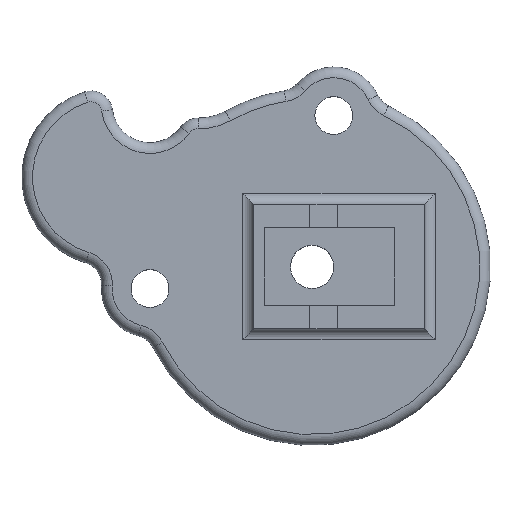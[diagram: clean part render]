
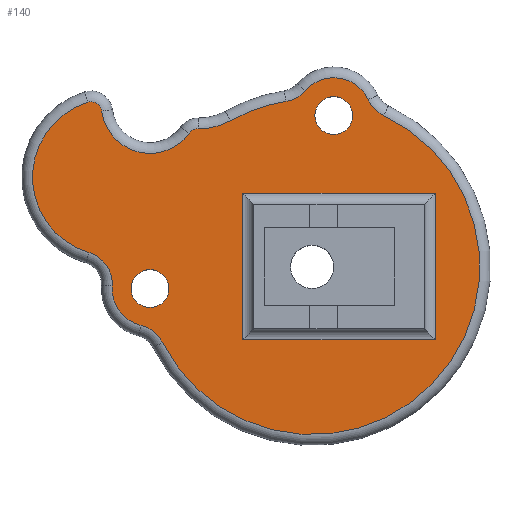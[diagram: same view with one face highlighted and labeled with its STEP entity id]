
A CAD part, top view. The second image highlights one B-rep face of the part: STEP entity #140.
In plain terms, the highlighted planar face has unit normal (0, 0, 1).
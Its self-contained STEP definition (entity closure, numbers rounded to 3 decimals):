
#140=ADVANCED_FACE('',(#298,#299,#300,#301),#302,.T.);
#298=FACE_OUTER_BOUND('',#471,.T.);
#299=FACE_BOUND('',#472,.T.);
#300=FACE_BOUND('',#473,.T.);
#301=FACE_BOUND('',#474,.T.);
#302=PLANE('',#475);
#471=EDGE_LOOP('',(#821,#822,#823,#824,#825,#826,#827,#828,#829,#830,#831,#832,#833));
#472=EDGE_LOOP('',(#834));
#473=EDGE_LOOP('',(#835));
#474=EDGE_LOOP('',(#836,#837,#838,#839));
#475=AXIS2_PLACEMENT_3D('',#840,#841,#842);
#821=ORIENTED_EDGE('',*,*,#1136,.T.);
#822=ORIENTED_EDGE('',*,*,#1137,.T.);
#823=ORIENTED_EDGE('',*,*,#1138,.T.);
#824=ORIENTED_EDGE('',*,*,#1103,.T.);
#825=ORIENTED_EDGE('',*,*,#1139,.T.);
#826=ORIENTED_EDGE('',*,*,#1140,.T.);
#827=ORIENTED_EDGE('',*,*,#1123,.T.);
#828=ORIENTED_EDGE('',*,*,#1141,.T.);
#829=ORIENTED_EDGE('',*,*,#1142,.T.);
#830=ORIENTED_EDGE('',*,*,#1020,.T.);
#831=ORIENTED_EDGE('',*,*,#1143,.T.);
#832=ORIENTED_EDGE('',*,*,#1144,.T.);
#833=ORIENTED_EDGE('',*,*,#1131,.T.);
#834=ORIENTED_EDGE('',*,*,#1099,.T.);
#835=ORIENTED_EDGE('',*,*,#1145,.T.);
#836=ORIENTED_EDGE('',*,*,#1056,.T.);
#837=ORIENTED_EDGE('',*,*,#1083,.T.);
#838=ORIENTED_EDGE('',*,*,#1086,.T.);
#839=ORIENTED_EDGE('',*,*,#1073,.T.);
#840=CARTESIAN_POINT('',(3.95,8.364,23.));
#841=DIRECTION('',(0.0,0.0,1.0));
#842=DIRECTION('',(-1.0,0.0,0.0));
#1020=EDGE_CURVE('',#1210,#1215,#1217,.F.);
#1056=EDGE_CURVE('',#1269,#1274,#1276,.F.);
#1073=EDGE_CURVE('',#1301,#1269,#1302,.F.);
#1083=EDGE_CURVE('',#1274,#1317,#1319,.F.);
#1086=EDGE_CURVE('',#1317,#1301,#1322,.F.);
#1099=EDGE_CURVE('',#1338,#1338,#1339,.T.);
#1103=EDGE_CURVE('',#1345,#1343,#1346,.F.);
#1123=EDGE_CURVE('',#1372,#1370,#1373,.T.);
#1131=EDGE_CURVE('',#1379,#1381,#1383,.F.);
#1136=EDGE_CURVE('',#1381,#1389,#1390,.T.);
#1137=EDGE_CURVE('',#1389,#1391,#1392,.F.);
#1138=EDGE_CURVE('',#1391,#1345,#1393,.T.);
#1139=EDGE_CURVE('',#1343,#1394,#1395,.T.);
#1140=EDGE_CURVE('',#1394,#1372,#1396,.F.);
#1141=EDGE_CURVE('',#1370,#1397,#1398,.F.);
#1142=EDGE_CURVE('',#1397,#1210,#1399,.T.);
#1143=EDGE_CURVE('',#1215,#1400,#1401,.T.);
#1144=EDGE_CURVE('',#1400,#1379,#1402,.T.);
#1145=EDGE_CURVE('',#1403,#1403,#1404,.T.);
#1210=VERTEX_POINT('',#1485);
#1215=VERTEX_POINT('',#1490);
#1217=CIRCLE('',#1492,4.5);
#1269=VERTEX_POINT('',#1563);
#1274=VERTEX_POINT('',#1569);
#1276=LINE('',#1571,#1572);
#1301=VERTEX_POINT('',#1604);
#1302=LINE('',#1605,#1606);
#1317=VERTEX_POINT('',#1624);
#1319=LINE('',#1626,#1627);
#1322=LINE('',#1631,#1632);
#1338=VERTEX_POINT('',#1652);
#1339=CIRCLE('',#1653,1.75);
#1343=VERTEX_POINT('',#1657);
#1345=VERTEX_POINT('',#1659);
#1346=CIRCLE('',#1660,3.0);
#1370=VERTEX_POINT('',#1687);
#1372=VERTEX_POINT('',#1689);
#1373=CIRCLE('',#1690,15.5);
#1379=VERTEX_POINT('',#1698);
#1381=VERTEX_POINT('',#1700);
#1383=CIRCLE('',#1702,3.0);
#1389=VERTEX_POINT('',#1710);
#1390=CIRCLE('',#1711,3.5);
#1391=VERTEX_POINT('',#1712);
#1392=CIRCLE('',#1713,3.0);
#1393=CIRCLE('',#1714,15.5);
#1394=VERTEX_POINT('',#1715);
#1395=CIRCLE('',#1716,3.5);
#1396=CIRCLE('',#1717,3.0);
#1397=VERTEX_POINT('',#1718);
#1398=CIRCLE('',#1719,6.0);
#1399=CIRCLE('',#1720,1.0);
#1400=VERTEX_POINT('',#1721);
#1401=CIRCLE('',#1722,1.0);
#1402=CIRCLE('',#1723,7.261);
#1403=VERTEX_POINT('',#1724);
#1404=CIRCLE('',#1725,1.75);
#1485=CARTESIAN_POINT('',(-11.353,12.364,23.));
#1490=CARTESIAN_POINT('',(-19.461,14.411,23.));
#1492=AXIS2_PLACEMENT_3D('',#1786,#1787,#1788);
#1563=CARTESIAN_POINT('',(11.4,-6.732,23.));
#1569=CARTESIAN_POINT('',(-6.426,-6.732,23.));
#1571=CARTESIAN_POINT('',(3.95,-6.732,23.));
#1572=VECTOR('',#1833,1.0);
#1604=CARTESIAN_POINT('',(11.4,6.8,23.));
#1605=CARTESIAN_POINT('',(11.4,8.364,23.));
#1606=VECTOR('',#1853,1.0);
#1624=CARTESIAN_POINT('',(-6.426,6.8,23.));
#1626=CARTESIAN_POINT('',(-6.426,8.364,23.));
#1627=VECTOR('',#1869,1.0);
#1631=CARTESIAN_POINT('',(3.95,6.8,23.));
#1632=VECTOR('',#1871,1.0);
#1652=CARTESIAN_POINT('',(3.75,14.0,23.));
#1653=AXIS2_PLACEMENT_3D('',#1888,#1889,#1890);
#1657=CARTESIAN_POINT('',(5.177,15.469,23.));
#1659=CARTESIAN_POINT('',(6.619,14.016,23.));
#1660=AXIS2_PLACEMENT_3D('',#1897,#1898,#1899);
#1687=CARTESIAN_POINT('',(-7.549,13.537,23.));
#1689=CARTESIAN_POINT('',(-2.429,15.308,23.));
#1690=AXIS2_PLACEMENT_3D('',#1936,#1937,#1938);
#1698=CARTESIAN_POINT('',(-20.641,1.332,23.));
#1700=CARTESIAN_POINT('',(-18.492,-1.756,23.));
#1702=AXIS2_PLACEMENT_3D('',#1950,#1951,#1952);
#1710=CARTESIAN_POINT('',(-15.821,-5.402,23.));
#1711=AXIS2_PLACEMENT_3D('',#1955,#1956,#1957);
#1712=CARTESIAN_POINT('',(-13.845,-6.97,23.));
#1713=AXIS2_PLACEMENT_3D('',#1958,#1959,#1960);
#1714=AXIS2_PLACEMENT_3D('',#1961,#1962,#1963);
#1715=CARTESIAN_POINT('',(-0.638,16.3,23.));
#1716=AXIS2_PLACEMENT_3D('',#1964,#1965,#1966);
#1717=AXIS2_PLACEMENT_3D('',#1967,#1968,#1969);
#1718=CARTESIAN_POINT('',(-10.532,12.778,23.));
#1719=AXIS2_PLACEMENT_3D('',#1970,#1971,#1972);
#1720=AXIS2_PLACEMENT_3D('',#1973,#1974,#1975);
#1721=CARTESIAN_POINT('',(-20.749,15.236,23.));
#1722=AXIS2_PLACEMENT_3D('',#1976,#1977,#1978);
#1723=AXIS2_PLACEMENT_3D('',#1979,#1980,#1981);
#1724=CARTESIAN_POINT('',(-13.25,-2.,23.));
#1725=AXIS2_PLACEMENT_3D('',#1982,#1983,#1984);
#1786=CARTESIAN_POINT('',(-15.0,15.0,23.));
#1787=DIRECTION('',(0.0,0.0,1.0));
#1788=DIRECTION('',(-1.0,0.0,0.0));
#1833=DIRECTION('',(1.0,0.0,0.0));
#1853=DIRECTION('',(0.0,1.0,0.0));
#1869=DIRECTION('',(0.0,-1.0,0.0));
#1871=DIRECTION('',(-1.0,0.0,0.0));
#1888=CARTESIAN_POINT('',(2.,14.0,23.));
#1889=DIRECTION('',(0.0,0.0,-1.0));
#1890=DIRECTION('',(1.0,0.0,0.0));
#1897=CARTESIAN_POINT('',(7.9,16.729,23.));
#1898=DIRECTION('',(0.0,0.0,1.0));
#1899=DIRECTION('',(-1.0,0.0,0.0));
#1936=CARTESIAN_POINT('',(0.,0.,23.));
#1937=DIRECTION('',(0.0,0.0,1.0));
#1938=DIRECTION('',(-1.0,0.0,0.0));
#1950=CARTESIAN_POINT('',(-21.484,-1.547,23.));
#1951=DIRECTION('',(0.0,0.0,1.0));
#1952=DIRECTION('',(-1.0,0.0,0.0));
#1955=CARTESIAN_POINT('',(-15.,-2.,23.));
#1956=DIRECTION('',(0.0,0.0,1.0));
#1957=DIRECTION('',(-1.0,0.0,0.0));
#1958=CARTESIAN_POINT('',(-16.524,-8.319,23.));
#1959=DIRECTION('',(0.0,0.0,1.0));
#1960=DIRECTION('',(-1.0,0.0,0.0));
#1961=CARTESIAN_POINT('',(0.,0.,23.));
#1962=DIRECTION('',(0.0,0.0,1.0));
#1963=DIRECTION('',(-1.0,0.0,0.0));
#1964=CARTESIAN_POINT('',(2.,14.0,23.));
#1965=DIRECTION('',(0.0,0.0,1.0));
#1966=DIRECTION('',(-1.0,0.0,0.0));
#1967=CARTESIAN_POINT('',(-2.9,18.271,23.));
#1968=DIRECTION('',(0.0,0.0,1.0));
#1969=DIRECTION('',(-1.0,0.0,0.0));
#1970=CARTESIAN_POINT('',(-10.471,18.778,23.));
#1971=DIRECTION('',(0.0,0.0,1.0));
#1972=DIRECTION('',(-1.0,0.0,0.0));
#1973=CARTESIAN_POINT('',(-10.543,11.778,23.));
#1974=DIRECTION('',(0.0,0.0,1.0));
#1975=DIRECTION('',(-1.0,0.0,0.0));
#1976=CARTESIAN_POINT('',(-20.453,14.281,23.));
#1977=DIRECTION('',(0.0,0.0,1.0));
#1978=DIRECTION('',(-1.0,0.0,0.0));
#1979=CARTESIAN_POINT('',(-18.6,8.3,23.));
#1980=DIRECTION('',(0.0,0.0,1.0));
#1981=DIRECTION('',(-1.0,0.0,0.0));
#1982=CARTESIAN_POINT('',(-15.,-2.,23.));
#1983=DIRECTION('',(0.0,0.0,-1.0));
#1984=DIRECTION('',(1.0,0.0,0.0));
